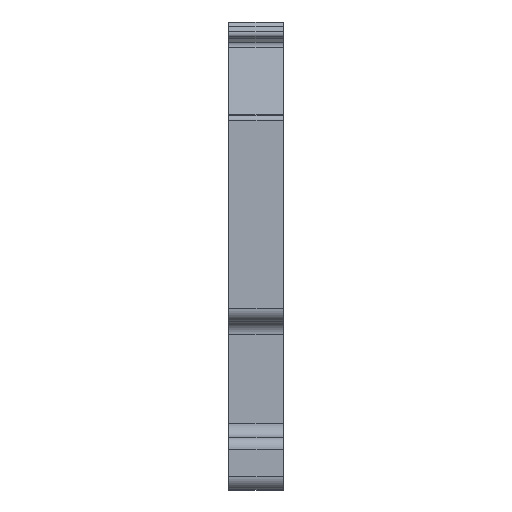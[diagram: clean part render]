
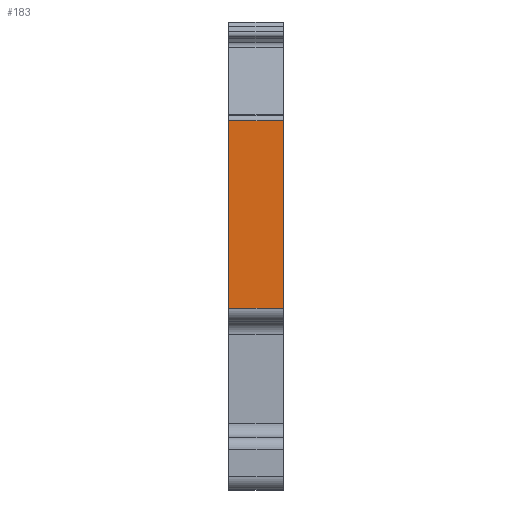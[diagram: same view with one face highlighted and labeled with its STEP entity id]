
A CAD part, left-side view. The second image highlights one B-rep face of the part: STEP entity #183.
In plain terms, the highlighted planar face has unit normal (-1, 0, 0).
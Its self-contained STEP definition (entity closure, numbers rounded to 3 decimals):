
#183 = ADVANCED_FACE( '', ( #446 ), #447, .T. );
#446 = FACE_OUTER_BOUND( '', #750, .T. );
#447 = PLANE( '', #751 );
#750 = EDGE_LOOP( '', ( #1864, #1865, #1866, #1867 ) );
#751 = AXIS2_PLACEMENT_3D( '', #1868, #1869, #1870 );
#1864 = ORIENTED_EDGE( '', *, *, #2210, .T. );
#1865 = ORIENTED_EDGE( '', *, *, #2571, .T. );
#1866 = ORIENTED_EDGE( '', *, *, #2500, .F. );
#1867 = ORIENTED_EDGE( '', *, *, #2572, .F. );
#1868 = CARTESIAN_POINT( '', ( -36.3, -4.15, 5.153 ) );
#1869 = DIRECTION( '', ( -1., 0., 0. ) );
#1870 = DIRECTION( '', ( 0., 0., 1. ) );
#2210 = EDGE_CURVE( '', #2694, #2692, #2695, .T. );
#2500 = EDGE_CURVE( '', #3218, #3220, #3221, .T. );
#2571 = EDGE_CURVE( '', #2692, #3220, #3309, .T. );
#2572 = EDGE_CURVE( '', #2694, #3218, #3310, .T. );
#2692 = VERTEX_POINT( '', #3466 );
#2694 = VERTEX_POINT( '', #3468 );
#2695 = LINE( '', #3469, #3470 );
#3218 = VERTEX_POINT( '', #4206 );
#3220 = VERTEX_POINT( '', #4208 );
#3221 = LINE( '', #4209, #4210 );
#3309 = LINE( '', #4362, #4363 );
#3310 = LINE( '', #4364, #4365 );
#3466 = CARTESIAN_POINT( '', ( -36.3, -4.15, 9.568 ) );
#3468 = CARTESIAN_POINT( '', ( -36.3, -4.15, -4.625 ) );
#3469 = CARTESIAN_POINT( '', ( -36.3, -4.15, -4.625 ) );
#3470 = VECTOR( '', #4500, 1000. );
#4206 = CARTESIAN_POINT( '', ( -36.3, 0., -4.625 ) );
#4208 = CARTESIAN_POINT( '', ( -36.3, 0., 9.568 ) );
#4209 = CARTESIAN_POINT( '', ( -36.3, 0., 5.153 ) );
#4210 = VECTOR( '', #4942, 1000. );
#4362 = CARTESIAN_POINT( '', ( -36.3, -4.15, 9.568 ) );
#4363 = VECTOR( '', #5025, 1000. );
#4364 = CARTESIAN_POINT( '', ( -36.3, -4.15, -4.625 ) );
#4365 = VECTOR( '', #5026, 1000. );
#4500 = DIRECTION( '', ( 0., 0., 1. ) );
#4942 = DIRECTION( '', ( 0., 0., 1. ) );
#5025 = DIRECTION( '', ( 0., 1., 0. ) );
#5026 = DIRECTION( '', ( 0., 1., 0. ) );
